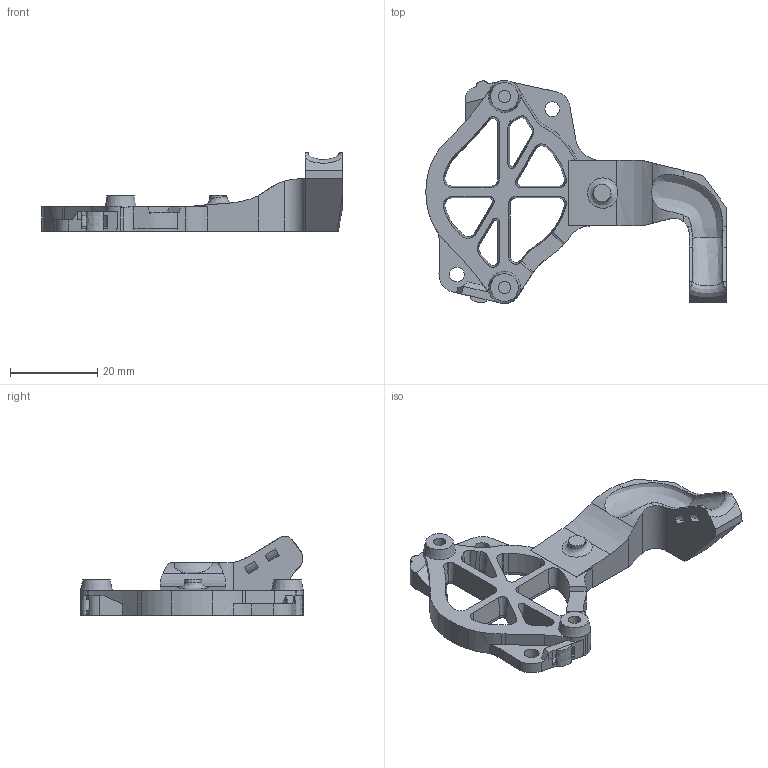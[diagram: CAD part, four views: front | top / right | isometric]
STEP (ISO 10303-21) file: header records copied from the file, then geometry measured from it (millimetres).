
FILE_DESCRIPTION(/* description */ (''),/* implementation_level */ '2;1');
FILE_NAME(/* name */ 'BTT FLY-SHT-36 v2 Can Mount v51.step',/* time_stamp */ '2023-07-01T15:28:22+12:00',/* author */ (''),/* organization */ (''),/* preprocessor_version */ 'ST-DEVELOPER v20',/* originating_system */ 'Autodesk Translation Framework v12.9.0.99',/* authorisation */ '');
FILE_SCHEMA (('AUTOMOTIVE_DESIGN { 1 0 10303 214 3 1 1 }'));
Length unit declared in the file: millimetre
Products named in the file (2): BTT FLY-SHT-36 v2 Can Mount; STH-36_orbiter_2.0_mounting_plate
Assembly tree (1 placements, depth 2):
  BTT FLY-SHT-36 v2 Can Mount
    STH-36_orbiter_2.0_mounting_plate
Bounding box: 68.93 x 51.18 x 18 mm (x, y, z)
Volume: 9470.6 mm3; surface area: 6493.5 mm2
Topology: 2 solids, 2 shells, 252 faces, 686 edges, 431 vertices
Faces by surface type: plane 110, cylinder 69, cone 41, bspline 32
Full cylindrical faces by diameter (mm): 2.8 x2, 3.4 x2, 4 x1
Entity records: 9415 total; most frequent: CARTESIAN_POINT 3016, ORIENTED_EDGE 1372, DIRECTION 1296, EDGE_CURVE 686, AXIS2_PLACEMENT_3D 460, VERTEX_POINT 431, LINE 376, VECTOR 376
